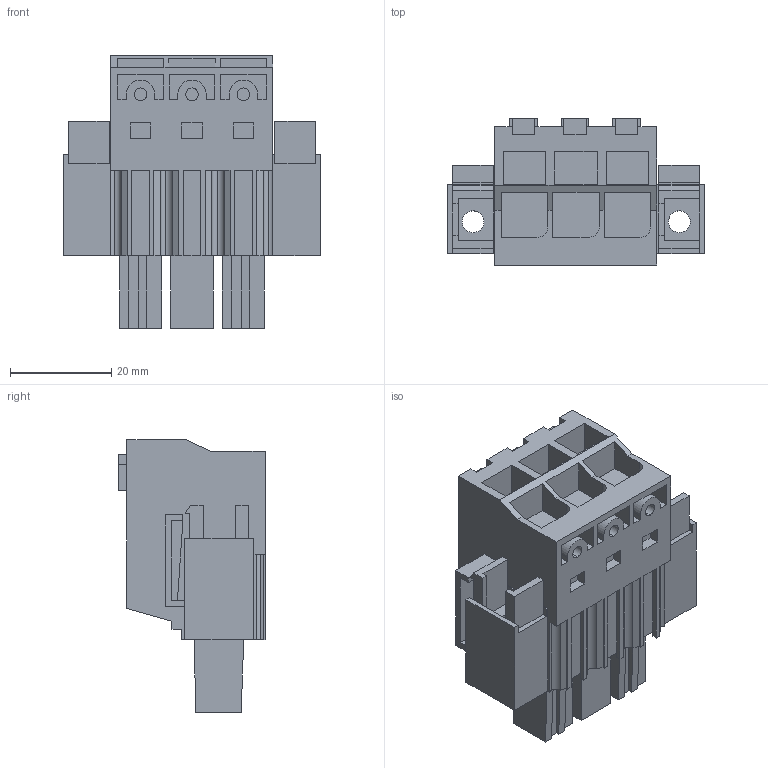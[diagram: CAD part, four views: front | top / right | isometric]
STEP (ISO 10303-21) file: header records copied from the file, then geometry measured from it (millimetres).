
FILE_DESCRIPTION(('CATIA V5 STEP Exchange','CAx-IF Rec.Pracs.--- Model Styling and Organization---1.2---2011-12-15'),'2;1');
FILE_NAME ('D1462878_0_2493310000_2493310000.stp','2017-07-19T08:49:32+00:00',('none'),('Weidmueller'),'CATIA Version 5-6 Release 2014','CATIA V5 STEP AP214','none');
FILE_SCHEMA(('AUTOMOTIVE_DESIGN { 1 0 10303 214 1 1 1 1 }'));
Length unit declared in the file: millimetre
Products named in the file (1): 2493310000
Bounding box: 50.74 x 28.9 x 53.9 mm (x, y, z)
Volume: 34114.9 mm3; surface area: 17016.1 mm2
Topology: 6 solids, 6 shells, 475 faces, 1331 edges, 889 vertices
Faces by surface type: plane 447, cylinder 28
Entity records: 15098 total; most frequent: ORIENTED_EDGE 2662, CARTESIAN_POINT 2652, DIRECTION 2108, EDGE_CURVE 1331, VECTOR 1267, LINE 1267, VERTEX_POINT 889, EDGE_LOOP 504
